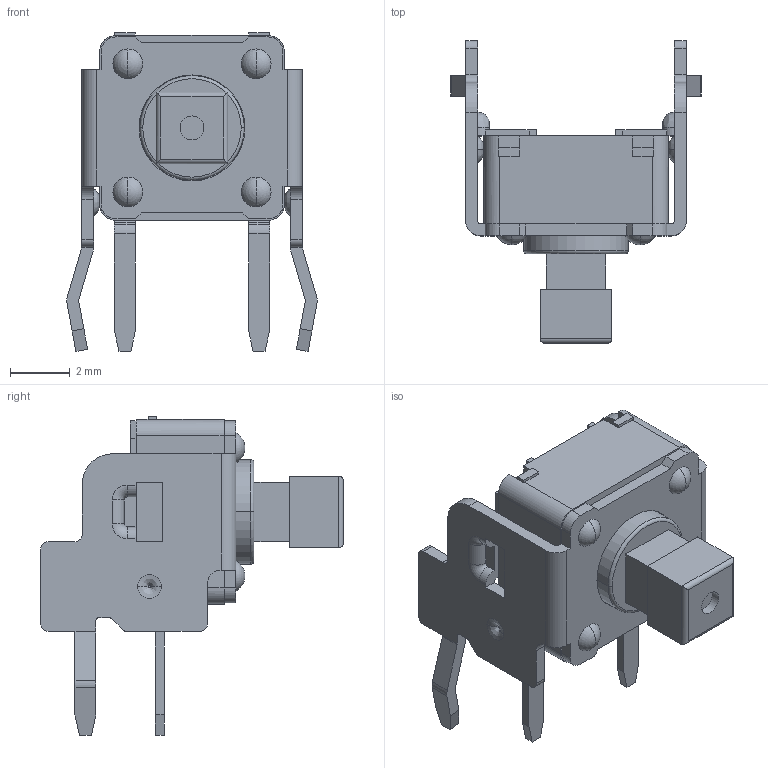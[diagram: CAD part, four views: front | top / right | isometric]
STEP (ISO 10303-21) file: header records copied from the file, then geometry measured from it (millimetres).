
FILE_DESCRIPTION(('FreeCAD Model'),'2;1');
FILE_NAME('B3F-3150.stp', '2020-04-03T09:06:03',('Author'),(''), 'Open CASCADE STEP processor 7.3','FreeCAD','Unknown');
FILE_SCHEMA(('AUTOMOTIVE_DESIGN { 1 0 10303 214 1 1 1 1 }'));
Length unit declared in the file: millimetre
Products named in the file (3): Body; SOLID001; SOLID
Bounding box: 8.4 x 10.15 x 10.7 mm (x, y, z)
Volume: 177.4 mm3; surface area: 458.2 mm2
Topology: 3 solids, 3 shells, 313 faces, 874 edges, 577 vertices
Faces by surface type: plane 204, cylinder 83, bspline 12, sphere 8, torus 6
Full cylindrical faces by diameter (mm): 0.8 x1
Entity records: 23799 total; most frequent: CARTESIAN_POINT 5203, DIRECTION 3344, LINE 2088, VECTOR 2088, ORIENTED_EDGE 1732, PCURVE 1732, DEFINITIONAL_REPRESENTATION 1732, EDGE_CURVE 866
